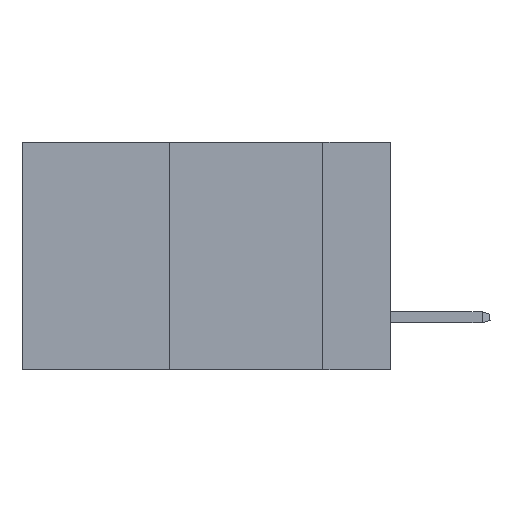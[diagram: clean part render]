
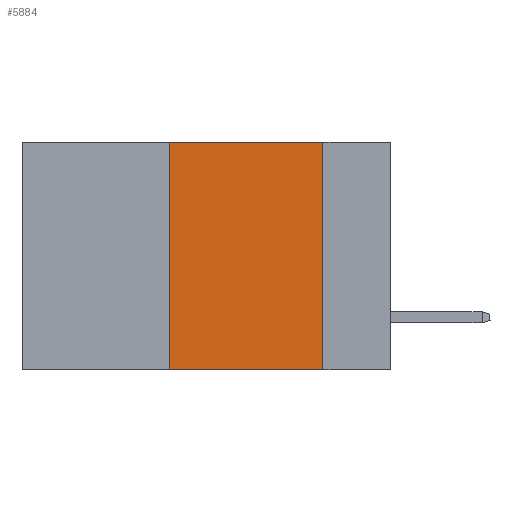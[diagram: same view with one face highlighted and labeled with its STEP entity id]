
A CAD part, left-side view. The second image highlights one B-rep face of the part: STEP entity #5884.
In plain terms, the highlighted planar face has unit normal (-1, 0, 0).
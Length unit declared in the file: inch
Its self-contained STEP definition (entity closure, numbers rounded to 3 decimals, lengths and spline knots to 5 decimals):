
#520 = CARTESIAN_POINT ( 'NONE',  ( 0., 0.6, 0. ) ) ;
#532 = AXIS2_PLACEMENT_3D ( 'NONE', #9981, #1346, #3691 ) ;
#539 = EDGE_CURVE ( 'NONE', #2458, #5821, #1944, .T. ) ;
#828 = DIRECTION ( 'NONE',  ( 0., -1., 0. ) ) ;
#882 = ORIENTED_EDGE ( 'NONE', *, *, #8551, .F. ) ;
#906 = VERTEX_POINT ( 'NONE', #2033 ) ;
#1103 = VECTOR ( 'NONE', #3791, 39.37008 ) ;
#1312 = CARTESIAN_POINT ( 'NONE',  ( 0., 0.36, 0. ) ) ;
#1346 = DIRECTION ( 'NONE',  ( 1., 0., 0. ) ) ;
#1409 = CARTESIAN_POINT ( 'NONE',  ( 0., 0.36, 0. ) ) ;
#1944 = LINE ( 'NONE', #1409, #1103 ) ;
#2033 = CARTESIAN_POINT ( 'NONE',  ( 0., 0.11, 0. ) ) ;
#2436 = LINE ( 'NONE', #520, #3170 ) ;
#2458 = VERTEX_POINT ( 'NONE', #8484 ) ;
#2651 = ORIENTED_EDGE ( 'NONE', *, *, #539, .F. ) ;
#2971 = ORIENTED_EDGE ( 'NONE', *, *, #4082, .F. ) ;
#3039 = LINE ( 'NONE', #3241, #4748 ) ;
#3170 = VECTOR ( 'NONE', #5301, 39.37008 ) ;
#3171 = LINE ( 'NONE', #8775, #9445 ) ;
#3241 = CARTESIAN_POINT ( 'NONE',  ( 0., 0.11, 0. ) ) ;
#3691 = DIRECTION ( 'NONE',  ( 0., 0., -1. ) ) ;
#3791 = DIRECTION ( 'NONE',  ( 0., 0., 1. ) ) ;
#4082 = EDGE_CURVE ( 'NONE', #906, #5624, #3039, .T. ) ;
#4105 = CARTESIAN_POINT ( 'NONE',  ( 0., 0.11, -0.37 ) ) ;
#4748 = VECTOR ( 'NONE', #6260, 39.37008 ) ;
#4946 = FACE_OUTER_BOUND ( 'NONE', #5591, .T. ) ;
#5141 = PLANE ( 'NONE',  #532 ) ;
#5301 = DIRECTION ( 'NONE',  ( 0., -1., 0. ) ) ;
#5591 = EDGE_LOOP ( 'NONE', ( #2971, #882, #2651, #5972 ) ) ;
#5624 = VERTEX_POINT ( 'NONE', #4105 ) ;
#5821 = VERTEX_POINT ( 'NONE', #1312 ) ;
#5884 = ADVANCED_FACE ( 'NONE', ( #4946 ), #5141, .F. ) ;
#5972 = ORIENTED_EDGE ( 'NONE', *, *, #9119, .T. ) ;
#6260 = DIRECTION ( 'NONE',  ( 0., 0., -1. ) ) ;
#8484 = CARTESIAN_POINT ( 'NONE',  ( 0., 0.36, -0.37 ) ) ;
#8551 = EDGE_CURVE ( 'NONE', #5821, #906, #2436, .T. ) ;
#8775 = CARTESIAN_POINT ( 'NONE',  ( 0., 0.6, -0.37 ) ) ;
#9119 = EDGE_CURVE ( 'NONE', #2458, #5624, #3171, .T. ) ;
#9445 = VECTOR ( 'NONE', #828, 39.37008 ) ;
#9981 = CARTESIAN_POINT ( 'NONE',  ( 0., 0.6, 0. ) ) ;
